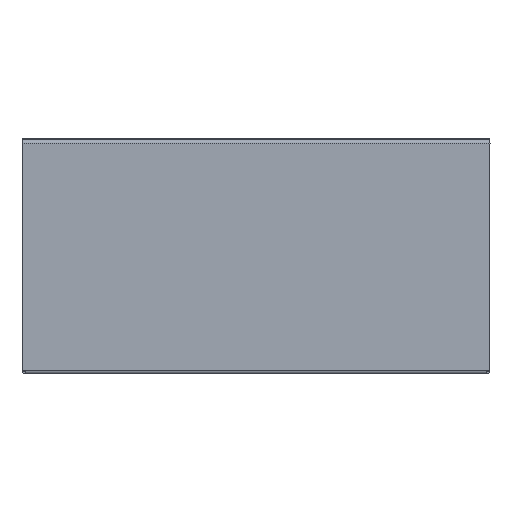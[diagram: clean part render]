
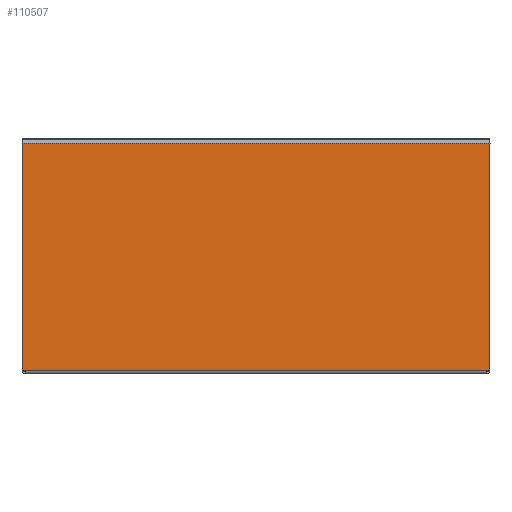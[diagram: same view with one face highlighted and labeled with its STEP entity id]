
A CAD part, left-side view. The second image highlights one B-rep face of the part: STEP entity #110507.
In plain terms, the highlighted planar face has unit normal (-1, 0, 0).
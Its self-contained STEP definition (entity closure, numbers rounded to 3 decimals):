
#13371=FACE_OUTER_BOUND('',#20064,.T.);
#20064=EDGE_LOOP('',(#100358,#100359,#100360,#100361,#100362,#100363));
#31630=LINE('',#229929,#41426);
#31648=LINE('',#229971,#41444);
#31653=LINE('',#229982,#41449);
#31717=LINE('',#230136,#41513);
#31721=LINE('',#230147,#41517);
#31722=LINE('',#230151,#41518);
#41426=VECTOR('',#143631,0.394);
#41444=VECTOR('',#143677,0.394);
#41449=VECTOR('',#143686,0.394);
#41513=VECTOR('',#143858,0.394);
#41517=VECTOR('',#143874,0.394);
#41518=VECTOR('',#143881,0.394);
#52116=VERTEX_POINT('',#229926);
#52117=VERTEX_POINT('',#229928);
#52127=VERTEX_POINT('',#229969);
#52131=VERTEX_POINT('',#229981);
#52167=VERTEX_POINT('',#230135);
#52168=VERTEX_POINT('',#230145);
#68150=EDGE_CURVE('',#52117,#52116,#31630,.T.);
#68171=EDGE_CURVE('',#52127,#52116,#31648,.T.);
#68176=EDGE_CURVE('',#52117,#52131,#31653,.T.);
#68254=EDGE_CURVE('',#52167,#52131,#31717,.T.);
#68261=EDGE_CURVE('',#52127,#52168,#31721,.T.);
#68263=EDGE_CURVE('',#52168,#52167,#31722,.T.);
#100358=ORIENTED_EDGE('',*,*,#68150,.T.);
#100359=ORIENTED_EDGE('',*,*,#68171,.F.);
#100360=ORIENTED_EDGE('',*,*,#68261,.T.);
#100361=ORIENTED_EDGE('',*,*,#68263,.T.);
#100362=ORIENTED_EDGE('',*,*,#68254,.T.);
#100363=ORIENTED_EDGE('',*,*,#68176,.F.);
#104552=PLANE('',#118451);
#110507=ADVANCED_FACE('',(#13371),#104552,.F.);
#118451=AXIS2_PLACEMENT_3D('',#230162,#143898,#143899);
#143631=DIRECTION('',(0.,1.,0.));
#143677=DIRECTION('',(0.,0.,1.));
#143686=DIRECTION('',(0.,0.,-1.));
#143858=DIRECTION('',(0.,-1.,0.));
#143874=DIRECTION('',(0.,-1.,0.));
#143881=DIRECTION('',(0.,-1.,0.));
#143898=DIRECTION('center_axis',(1.,0.,0.));
#143899=DIRECTION('ref_axis',(0.,0.,
-1.));
#229926=CARTESIAN_POINT('',(-5.966,5.943,2.912));
#229928=CARTESIAN_POINT('',(-5.966,-6.057,2.912));
#229929=CARTESIAN_POINT('',(-5.966,-3.057,2.912));
#229969=CARTESIAN_POINT('',(-5.966,5.943,-2.912));
#229971=CARTESIAN_POINT('',(-5.966,5.943,-2.912));
#229981=CARTESIAN_POINT('',(-5.966,-6.057,-2.912));
#229982=CARTESIAN_POINT('',(-5.966,-6.057,-3.008));
#230135=CARTESIAN_POINT('',(-5.966,-5.969,-2.912));
#230136=CARTESIAN_POINT('',(-5.966,-0.057,-2.912));
#230145=CARTESIAN_POINT('',(-5.966,5.855,-2.912));
#230147=CARTESIAN_POINT('',(-5.966,-0.057,-2.912));
#230151=CARTESIAN_POINT('',(-5.966,-0.057,-2.912));
#230162=CARTESIAN_POINT('Origin',(-5.966,-0.057,
-0.004));
